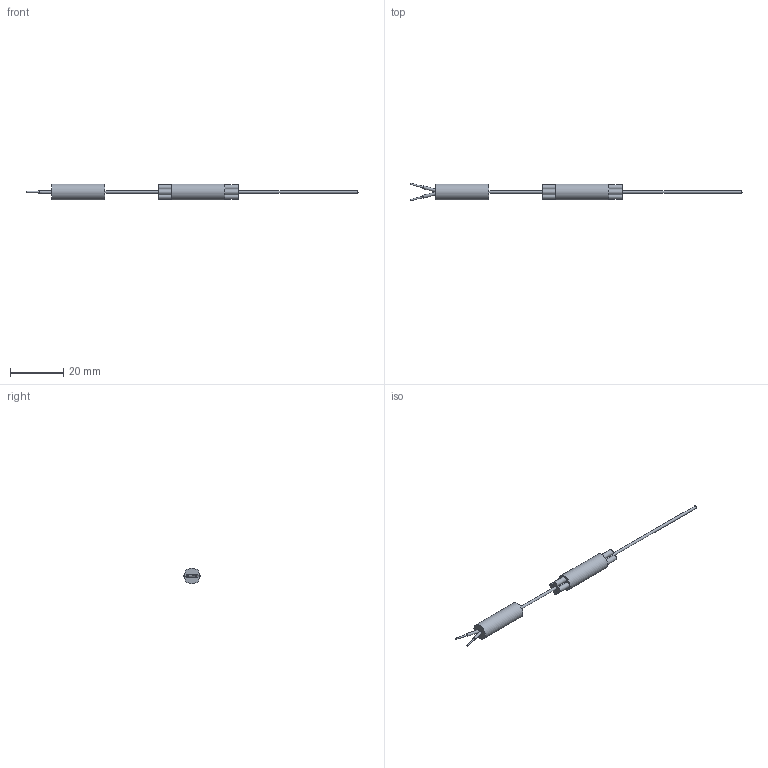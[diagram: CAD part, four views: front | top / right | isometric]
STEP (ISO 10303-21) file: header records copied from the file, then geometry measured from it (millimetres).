
FILE_DESCRIPTION( ( 'STEP AP203' ), ' ' );
FILE_NAME( 'TC01X050MT2.stp', '2016-03-10T08:15:10', ( '' ), ( '' ), ' ', 'PARTsolutions', ' ' );
FILE_SCHEMA( ( 'CONFIG_CONTROL_DESIGN' ) );
Length unit declared in the file: millimetre
Products named in the file (1): _TC01X050MT2
Bounding box: 124.66 x 6.72 x 6 mm (x, y, z)
Volume: 1326.3 mm3; surface area: 1401.1 mm2
Topology: 1 solids, 1 shells, 33 faces, 62 edges, 44 vertices
Faces by surface type: cylinder 16, plane 16, cone 1
Full cylindrical faces by diameter (mm): 0.53 x2, 1 x2, 1.06 x2, 2 x8, 6 x2
Entity records: 708 total; most frequent: DIRECTION 134, CARTESIAN_POINT 100, AXIS2_PLACEMENT_3D 67, ORIENTED_EDGE 66, EDGE_LOOP 63, FACE_OUTER_BOUND 49, ADVANCED_FACE 33, VERTEX_POINT 33
